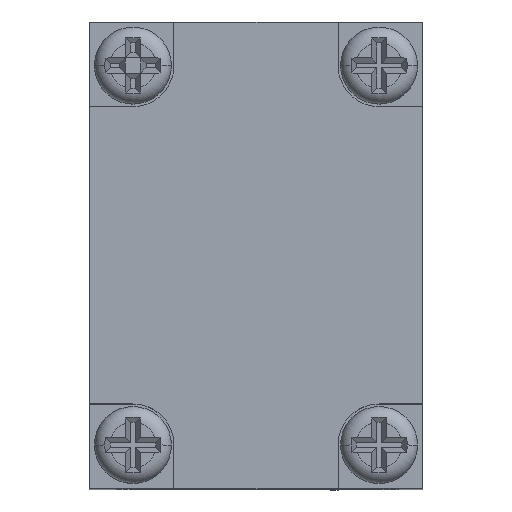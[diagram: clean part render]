
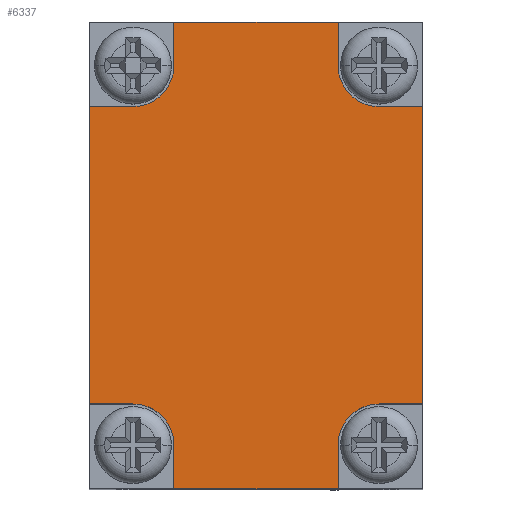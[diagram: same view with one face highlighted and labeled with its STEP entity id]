
A CAD part, top view. The second image highlights one B-rep face of the part: STEP entity #6337.
In plain terms, the highlighted planar face has unit normal (0, 0, 1).
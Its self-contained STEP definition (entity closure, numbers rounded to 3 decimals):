
#876 = FACE_OUTER_BOUND ( 'NONE', #9970, .T. ) ;
#1679 = AXIS2_PLACEMENT_3D ( 'NONE', #2785, #2786, #2787 ) ;
#1888 = AXIS2_PLACEMENT_3D ( 'NONE', #11450, #11451, #11452 ) ;
#1889 = AXIS2_PLACEMENT_3D ( 'NONE', #11457, #11458, #11459 ) ;
#1890 = AXIS2_PLACEMENT_3D ( 'NONE', #11464, #11465, #11466 ) ;
#1891 = AXIS2_PLACEMENT_3D ( 'NONE', #11471, #11472, #11473 ) ;
#2784 = PLANE ( 'NONE',  #1679 ) ;
#2785 = CARTESIAN_POINT ( 'NONE',  ( -16.25, 0., 0. ) ) ;
#2786 = DIRECTION ( 'NONE',  ( 0., 0., 1. ) ) ;
#2787 = DIRECTION ( 'NONE',  ( 1., 0., 0. ) ) ;
#4666 = VERTEX_POINT ( 'NONE', #10162 ) ;
#4675 = VERTEX_POINT ( 'NONE', #10171 ) ;
#4679 = VERTEX_POINT ( 'NONE', #10175 ) ;
#4687 = VERTEX_POINT ( 'NONE', #10181 ) ;
#4705 = VERTEX_POINT ( 'NONE', #10191 ) ;
#4716 = VERTEX_POINT ( 'NONE', #10197 ) ;
#5126 = VERTEX_POINT ( 'NONE', #10237 ) ;
#5128 = VERTEX_POINT ( 'NONE', #10238 ) ;
#5209 = VERTEX_POINT ( 'NONE', #10280 ) ;
#5223 = VERTEX_POINT ( 'NONE', #10287 ) ;
#5235 = VERTEX_POINT ( 'NONE', #10293 ) ;
#5237 = VERTEX_POINT ( 'NONE', #10294 ) ;
#5248 = VERTEX_POINT ( 'NONE', #10299 ) ;
#5254 = VERTEX_POINT ( 'NONE', #10302 ) ;
#5267 = VERTEX_POINT ( 'NONE', #10309 ) ;
#5273 = VERTEX_POINT ( 'NONE', #10312 ) ;
#5318 = LINE ( 'NONE', #11412, #5319 ) ;
#5319 = VECTOR ( 'NONE', #11413, 1000. ) ;
#5328 = LINE ( 'NONE', #11422, #5329 ) ;
#5329 = VECTOR ( 'NONE', #11423, 1000. ) ;
#5340 = LINE ( 'NONE', #11434, #5341 ) ;
#5341 = VECTOR ( 'NONE', #11435, 1000. ) ;
#5352 = LINE ( 'NONE', #11446, #5353 ) ;
#5353 = VECTOR ( 'NONE', #11447, 1000. ) ;
#5354 = LINE ( 'NONE', #11448, #5355 ) ;
#5355 = VECTOR ( 'NONE', #11449, 1000. ) ;
#5356 = LINE ( 'NONE', #11453, #5358 ) ;
#5357 = CIRCLE ( 'NONE', #1888, 4. ) ;
#5358 = VECTOR ( 'NONE', #11454, 1000. ) ;
#5359 = LINE ( 'NONE', #11455, #5360 ) ;
#5360 = VECTOR ( 'NONE', #11456, 1000. ) ;
#5361 = LINE ( 'NONE', #11460, #5363 ) ;
#5362 = CIRCLE ( 'NONE', #1889, 4. ) ;
#5363 = VECTOR ( 'NONE', #11461, 1000. ) ;
#5364 = LINE ( 'NONE', #11462, #5365 ) ;
#5365 = VECTOR ( 'NONE', #11463, 1000. ) ;
#5366 = LINE ( 'NONE', #11467, #5368 ) ;
#5367 = CIRCLE ( 'NONE', #1890, 4. ) ;
#5368 = VECTOR ( 'NONE', #11468, 1000. ) ;
#5369 = LINE ( 'NONE', #11469, #5370 ) ;
#5370 = VECTOR ( 'NONE', #11470, 1000. ) ;
#5372 = CIRCLE ( 'NONE', #1891, 4. ) ;
#6337 = ADVANCED_FACE ( 'NONE', ( #876 ), #2784, .T. ) ;
#8393 = CARTESIAN_POINT ( 'NONE',  ( -16.25, 45.5, 0. ) ) ;
#8394 = DIRECTION ( 'NONE',  ( 0., -1., 0. ) ) ;
#9970 = EDGE_LOOP ( 'NONE', ( #13525, #13526, #13527, #13528, #13529, #13530, #13531, #13532, #13533, #13534, #13535, #13536, #13537, #13538, #13539, #13540 ) ) ;
#10162 = CARTESIAN_POINT ( 'NONE',  ( 12., 8.25, 0. ) ) ;
#10171 = CARTESIAN_POINT ( 'NONE',  ( 12., 37.25, 0. ) ) ;
#10175 = CARTESIAN_POINT ( 'NONE',  ( -8., 45.5, 0. ) ) ;
#10181 = CARTESIAN_POINT ( 'NONE',  ( -16.25, 37.25, 0. ) ) ;
#10191 = CARTESIAN_POINT ( 'NONE',  ( 8., 0., 0. ) ) ;
#10197 = CARTESIAN_POINT ( 'NONE',  ( -12., 8.25, 0. ) ) ;
#10237 = CARTESIAN_POINT ( 'NONE',  ( 8., 4.25, 0. ) ) ;
#10238 = CARTESIAN_POINT ( 'NONE',  ( 8., 45.5, 0. ) ) ;
#10280 = CARTESIAN_POINT ( 'NONE',  ( 16.25, 8.25, 0. ) ) ;
#10287 = CARTESIAN_POINT ( 'NONE',  ( -8., 0., 0. ) ) ;
#10293 = CARTESIAN_POINT ( 'NONE',  ( 16.25, 37.25, 0. ) ) ;
#10294 = CARTESIAN_POINT ( 'NONE',  ( 8., 41.25, 0. ) ) ;
#10299 = CARTESIAN_POINT ( 'NONE',  ( -8., 4.25, 0. ) ) ;
#10302 = CARTESIAN_POINT ( 'NONE',  ( -12., 37.25, 0. ) ) ;
#10309 = CARTESIAN_POINT ( 'NONE',  ( -8., 41.25, 0. ) ) ;
#10312 = CARTESIAN_POINT ( 'NONE',  ( -16.25, 8.25, 0. ) ) ;
#11412 = CARTESIAN_POINT ( 'NONE',  ( -16.25, 45.5, 0. ) ) ;
#11413 = DIRECTION ( 'NONE',  ( -1., 0., 0. ) ) ;
#11422 = CARTESIAN_POINT ( 'NONE',  ( 16.25, 45.5, 0. ) ) ;
#11423 = DIRECTION ( 'NONE',  ( 0., 1., 0. ) ) ;
#11434 = CARTESIAN_POINT ( 'NONE',  ( -16.25, 0., 0. ) ) ;
#11435 = DIRECTION ( 'NONE',  ( 1., 0., 0. ) ) ;
#11446 = CARTESIAN_POINT ( 'NONE',  ( -8., 4.25, 0. ) ) ;
#11447 = DIRECTION ( 'NONE',  ( 0., 1., 0. ) ) ;
#11448 = CARTESIAN_POINT ( 'NONE',  ( 8., 4.25, 0. ) ) ;
#11449 = DIRECTION ( 'NONE',  ( 0., -1., 0. ) ) ;
#11450 = CARTESIAN_POINT ( 'NONE',  ( 12., 4.25, 0. ) ) ;
#11451 = DIRECTION ( 'NONE',  ( 0., 0., 1. ) ) ;
#11452 = DIRECTION ( 'NONE',  ( 1., 0., 0. ) ) ;
#11453 = CARTESIAN_POINT ( 'NONE',  ( 12., 8.25, 0. ) ) ;
#11454 = DIRECTION ( 'NONE',  ( -1., 0., 0. ) ) ;
#11455 = CARTESIAN_POINT ( 'NONE',  ( 12., 37.25, 0. ) ) ;
#11456 = DIRECTION ( 'NONE',  ( 1., 0., 0. ) ) ;
#11457 = CARTESIAN_POINT ( 'NONE',  ( 12., 41.25, 0. ) ) ;
#11458 = DIRECTION ( 'NONE',  ( 0., 0., 1. ) ) ;
#11459 = DIRECTION ( 'NONE',  ( -1., 0., 0. ) ) ;
#11460 = CARTESIAN_POINT ( 'NONE',  ( 8., 41.25, 0. ) ) ;
#11461 = DIRECTION ( 'NONE',  ( 0., -1., 0. ) ) ;
#11462 = CARTESIAN_POINT ( 'NONE',  ( -8., 41.25, 0. ) ) ;
#11463 = DIRECTION ( 'NONE',  ( 0., 1., 0. ) ) ;
#11464 = CARTESIAN_POINT ( 'NONE',  ( -12., 41.25, 0. ) ) ;
#11465 = DIRECTION ( 'NONE',  ( 0., 0., 1. ) ) ;
#11466 = DIRECTION ( 'NONE',  ( 1., 0., 0. ) ) ;
#11467 = CARTESIAN_POINT ( 'NONE',  ( -12., 37.25, 0. ) ) ;
#11468 = DIRECTION ( 'NONE',  ( 1., 0., 0. ) ) ;
#11469 = CARTESIAN_POINT ( 'NONE',  ( -12., 8.25, 0. ) ) ;
#11470 = DIRECTION ( 'NONE',  ( -1., 0., 0. ) ) ;
#11471 = CARTESIAN_POINT ( 'NONE',  ( -12., 4.25, 0. ) ) ;
#11472 = DIRECTION ( 'NONE',  ( 0., 0., 1. ) ) ;
#11473 = DIRECTION ( 'NONE',  ( -1., 0., 0. ) ) ;
#13525 = ORIENTED_EDGE ( 'NONE', *, *, #15903, .F. ) ;
#13526 = ORIENTED_EDGE ( 'NONE', *, *, #15897, .T. ) ;
#13527 = ORIENTED_EDGE ( 'NONE', *, *, #15904, .F. ) ;
#13528 = ORIENTED_EDGE ( 'NONE', *, *, #15905, .F. ) ;
#13529 = ORIENTED_EDGE ( 'NONE', *, *, #15906, .F. ) ;
#13530 = ORIENTED_EDGE ( 'NONE', *, *, #15891, .T. ) ;
#13531 = ORIENTED_EDGE ( 'NONE', *, *, #15907, .F. ) ;
#13532 = ORIENTED_EDGE ( 'NONE', *, *, #15908, .F. ) ;
#13533 = ORIENTED_EDGE ( 'NONE', *, *, #15909, .F. ) ;
#13534 = ORIENTED_EDGE ( 'NONE', *, *, #15886, .T. ) ;
#13535 = ORIENTED_EDGE ( 'NONE', *, *, #15910, .F. ) ;
#13536 = ORIENTED_EDGE ( 'NONE', *, *, #15911, .F. ) ;
#13537 = ORIENTED_EDGE ( 'NONE', *, *, #15912, .F. ) ;
#13538 = ORIENTED_EDGE ( 'NONE', *, *, #16469, .T. ) ;
#13539 = ORIENTED_EDGE ( 'NONE', *, *, #15913, .F. ) ;
#13540 = ORIENTED_EDGE ( 'NONE', *, *, #15914, .F. ) ;
#15435 = LINE ( 'NONE', #8393, #15436 ) ;
#15436 = VECTOR ( 'NONE', #8394, 1000. ) ;
#15886 = EDGE_CURVE ( 'NONE', #5128, #4679, #5318, .T. ) ;
#15891 = EDGE_CURVE ( 'NONE', #5209, #5235, #5328, .T. ) ;
#15897 = EDGE_CURVE ( 'NONE', #5223, #4705, #5340, .T. ) ;
#15903 = EDGE_CURVE ( 'NONE', #5223, #5248, #5352, .T. ) ;
#15904 = EDGE_CURVE ( 'NONE', #5126, #4705, #5354, .T. ) ;
#15905 = EDGE_CURVE ( 'NONE', #4666, #5126, #5357, .T. ) ;
#15906 = EDGE_CURVE ( 'NONE', #5209, #4666, #5356, .T. ) ;
#15907 = EDGE_CURVE ( 'NONE', #4675, #5235, #5359, .T. ) ;
#15908 = EDGE_CURVE ( 'NONE', #5237, #4675, #5362, .T. ) ;
#15909 = EDGE_CURVE ( 'NONE', #5128, #5237, #5361, .T. ) ;
#15910 = EDGE_CURVE ( 'NONE', #5267, #4679, #5364, .T. ) ;
#15911 = EDGE_CURVE ( 'NONE', #5254, #5267, #5367, .T. ) ;
#15912 = EDGE_CURVE ( 'NONE', #4687, #5254, #5366, .T. ) ;
#15913 = EDGE_CURVE ( 'NONE', #4716, #5273, #5369, .T. ) ;
#15914 = EDGE_CURVE ( 'NONE', #5248, #4716, #5372, .T. ) ;
#16469 = EDGE_CURVE ( 'NONE', #4687, #5273, #15435, .T. ) ;
